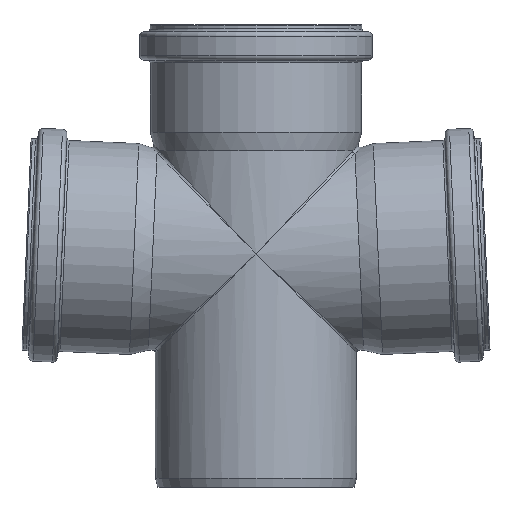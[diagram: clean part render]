
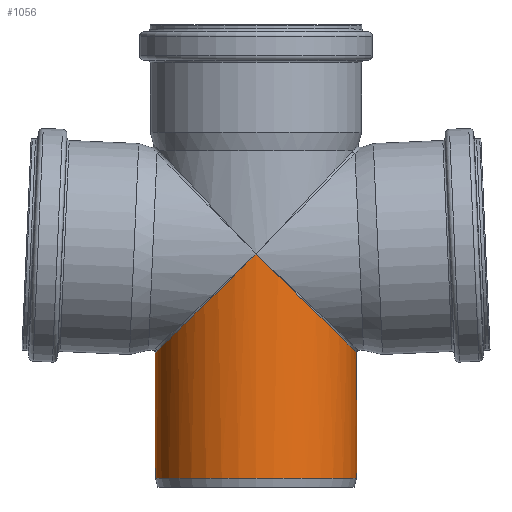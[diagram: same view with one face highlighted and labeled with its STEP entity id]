
A CAD part, top view. The second image highlights one B-rep face of the part: STEP entity #1056.
In plain terms, the highlighted cylindrical face has radius 45.1 mm (diameter 90.2 mm), a full revolution.
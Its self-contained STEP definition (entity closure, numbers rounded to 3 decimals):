
#81=FACE_BOUND('',#446,.T.);
#185=CIRCLE('',#1193,45.1);
#249=CYLINDRICAL_SURFACE('',#1192,45.1);
#268=ELLIPSE('',#1114,63.1,45.1);
#279=ELLIPSE('',#1188,63.1,45.1);
#322=FACE_OUTER_BOUND('',#445,.T.);
#445=EDGE_LOOP('',(#898,#899));
#446=EDGE_LOOP('',(#900));
#575=VERTEX_POINT('',#1837);
#576=VERTEX_POINT('',#1890);
#615=VERTEX_POINT('',#2289);
#676=EDGE_CURVE('',#575,#576,#268,.T.);
#722=EDGE_CURVE('',#576,#575,#279,.T.);
#729=EDGE_CURVE('',#615,#615,#185,.T.);
#898=ORIENTED_EDGE('',*,*,#676,.F.);
#899=ORIENTED_EDGE('',*,*,#722,.F.);
#900=ORIENTED_EDGE('',*,*,#729,.T.);
#1056=ADVANCED_FACE('',(#322,#81),#249,.T.);
#1114=AXIS2_PLACEMENT_3D('',#1892,#1303,#1304);
#1188=AXIS2_PLACEMENT_3D('',#2163,#1451,#1452);
#1192=AXIS2_PLACEMENT_3D('',#2288,#1459,#1460);
#1193=AXIS2_PLACEMENT_3D('',#2290,#1461,#1462);
#1303=DIRECTION('center_axis',(-0.699,0.715,0.));
#1304=DIRECTION('ref_axis',(-0.715,-0.699,0.));
#1451=DIRECTION('center_axis',(0.699,0.715,0.));
#1452=DIRECTION('ref_axis',(0.715,-0.699,0.));
#1459=DIRECTION('center_axis',(0.,1.,0.));
#1460=DIRECTION('ref_axis',(-1.,0.,0.));
#1461=DIRECTION('center_axis',(0.,1.,0.));
#1462=DIRECTION('ref_axis',(1.,0.,0.));
#1837=CARTESIAN_POINT('',(0.,104.5,-45.1));
#1890=CARTESIAN_POINT('',(0.,104.5,45.1));
#1892=CARTESIAN_POINT('Origin',(0.,104.5,0.));
#2163=CARTESIAN_POINT('Origin',(0.,104.5,0.));
#2288=CARTESIAN_POINT('Origin',(0.,150.405,0.));
#2289=CARTESIAN_POINT('',(-45.1,4.,0.));
#2290=CARTESIAN_POINT('Origin',(0.,4.,0.));
